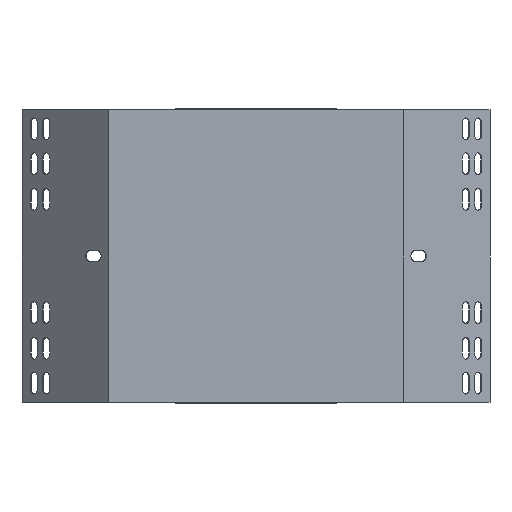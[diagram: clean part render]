
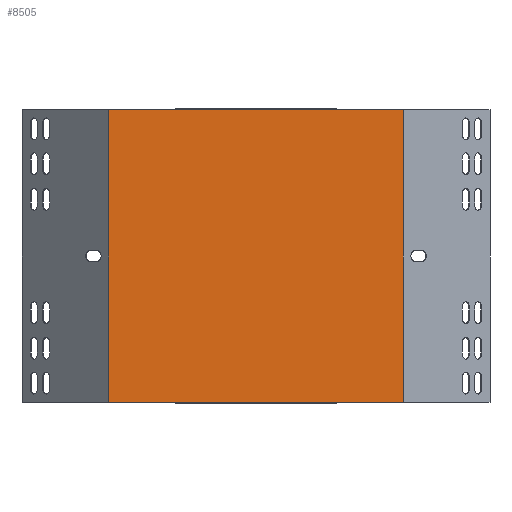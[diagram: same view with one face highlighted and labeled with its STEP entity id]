
A CAD part, front view. The second image highlights one B-rep face of the part: STEP entity #8505.
In plain terms, the highlighted planar face has unit normal (0, -1, 0).
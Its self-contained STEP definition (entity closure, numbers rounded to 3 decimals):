
#407 = VECTOR ( 'NONE', #5751, 1000. ) ;
#771 = CARTESIAN_POINT ( 'NONE',  ( -124.253, -23.927, -125.8 ) ) ;
#861 = VERTEX_POINT ( 'NONE', #6450 ) ;
#1208 = ORIENTED_EDGE ( 'NONE', *, *, #2711, .T. ) ;
#1797 = EDGE_CURVE ( 'NONE', #1943, #6837, #5217, .T. ) ;
#1943 = VERTEX_POINT ( 'NONE', #7656 ) ;
#2044 = CARTESIAN_POINT ( 'NONE',  ( 79.113, -23.927, 75.8 ) ) ;
#2059 = CARTESIAN_POINT ( 'NONE',  ( -123.349, -23.927, -125.612 ) ) ;
#2587 = VECTOR ( 'NONE', #4562, 1000. ) ;
#2705 = DIRECTION ( 'NONE',  ( 0., 1., 0. ) ) ;
#2711 = EDGE_CURVE ( 'NONE', #7041, #861, #2768, .T. ) ;
#2768 = LINE ( 'NONE', #771, #2587 ) ;
#3035 = VECTOR ( 'NONE', #8056, 1000. ) ;
#3106 = ORIENTED_EDGE ( 'NONE', *, *, #5114, .T. ) ;
#3514 = DIRECTION ( 'NONE',  ( 1., 0., 0. ) ) ;
#3583 = VECTOR ( 'NONE', #3514, 1000. ) ;
#4139 = CARTESIAN_POINT ( 'NONE',  ( -123.349, -23.927, -125.8 ) ) ;
#4562 = DIRECTION ( 'NONE',  ( 1., 0., 0. ) ) ;
#4635 = LINE ( 'NONE', #7358, #3035 ) ;
#5061 = AXIS2_PLACEMENT_3D ( 'NONE', #5151, #2705, #7264 ) ;
#5085 = LINE ( 'NONE', #2059, #407 ) ;
#5114 = EDGE_CURVE ( 'NONE', #861, #6837, #4635, .T. ) ;
#5132 = ORIENTED_EDGE ( 'NONE', *, *, #8461, .F. ) ;
#5151 = CARTESIAN_POINT ( 'NONE',  ( -123.018, -23.927, 75. ) ) ;
#5217 = LINE ( 'NONE', #7359, #3583 ) ;
#5751 = DIRECTION ( 'NONE',  ( 0., 0., 1. ) ) ;
#6450 = CARTESIAN_POINT ( 'NONE',  ( 79.113, -23.927, -125.8 ) ) ;
#6521 = PLANE ( 'NONE',  #5061 ) ;
#6621 = EDGE_LOOP ( 'NONE', ( #1208, #3106, #6757, #5132 ) ) ;
#6757 = ORIENTED_EDGE ( 'NONE', *, *, #1797, .F. ) ;
#6837 = VERTEX_POINT ( 'NONE', #2044 ) ;
#7041 = VERTEX_POINT ( 'NONE', #4139 ) ;
#7264 = DIRECTION ( 'NONE',  ( 0., 0., 1. ) ) ;
#7358 = CARTESIAN_POINT ( 'NONE',  ( 79.113, -23.927, -125.612 ) ) ;
#7359 = CARTESIAN_POINT ( 'NONE',  ( -124.253, -23.927, 75.8 ) ) ;
#7656 = CARTESIAN_POINT ( 'NONE',  ( -123.349, -23.927, 75.8 ) ) ;
#8056 = DIRECTION ( 'NONE',  ( 0., 0., 1. ) ) ;
#8137 = FACE_OUTER_BOUND ( 'NONE', #6621, .T. ) ;
#8461 = EDGE_CURVE ( 'NONE', #7041, #1943, #5085, .T. ) ;
#8505 = ADVANCED_FACE ( 'NONE', ( #8137 ), #6521, .F. ) ;
